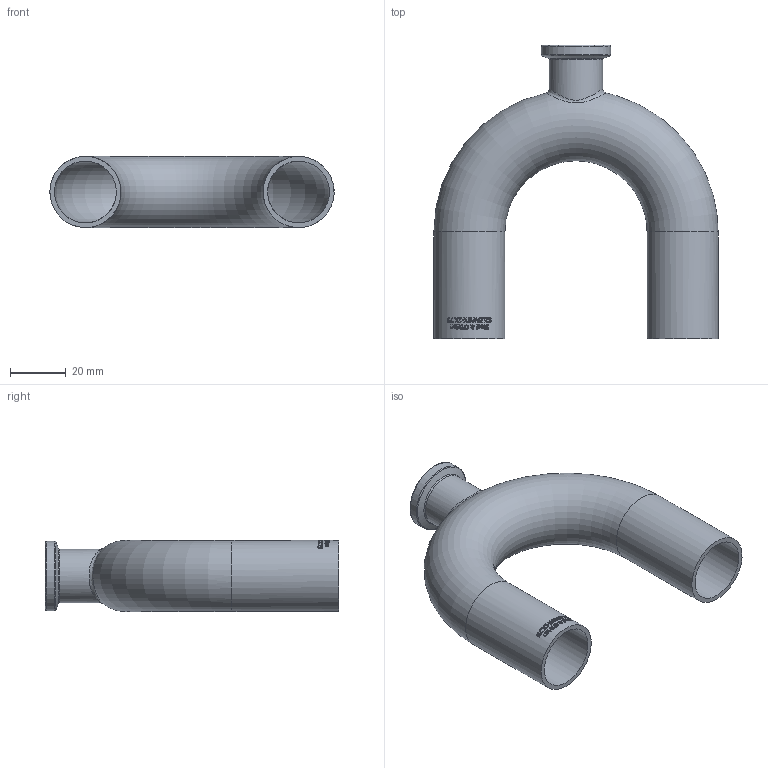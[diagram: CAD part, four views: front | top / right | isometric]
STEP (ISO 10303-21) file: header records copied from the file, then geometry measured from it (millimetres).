
FILE_DESCRIPTION(/* description */ (''),/* implementation_level */ '2;1');
FILE_NAME(/* name */ 'S2UBWWK-1X.75.stp',/* time_stamp */ '2018-11-26T16:31:49-05:00',/* author */ ('rick'),/* organization */ (''),/* preprocessor_version */ 'ST-DEVELOPER v15.2',/* originating_system */ 'Autodesk Inventor 2014',/* authorisation */ '');
FILE_SCHEMA (('AUTOMOTIVE_DESIGN { 1 0 10303 214 3 1 1 }'));
Length unit declared in the file: inch
Products named in the file (1): S2UBWWK-1X.75
Bounding box: 101.6 x 104.78 x 25.4 mm (x, y, z)
Volume: 25984.4 mm3; surface area: 31643.5 mm2
Topology: 1 solids, 1 shells, 430 faces, 1165 edges, 775 vertices
Faces by surface type: plane 194, bspline 183, cylinder 45, torus 6, cone 2
Full cylindrical faces by diameter (mm): 15.748 x1, 19.05 x1, 21.895 x1, 22.098 x2, 24.994 x1, 25.4 x2
Entity records: 16926 total; most frequent: CARTESIAN_POINT 7142, ORIENTED_EDGE 2278, DIRECTION 1530, EDGE_CURVE 1139, VERTEX_POINT 766, AXIS2_PLACEMENT_3D 514, LINE 502, VECTOR 502
